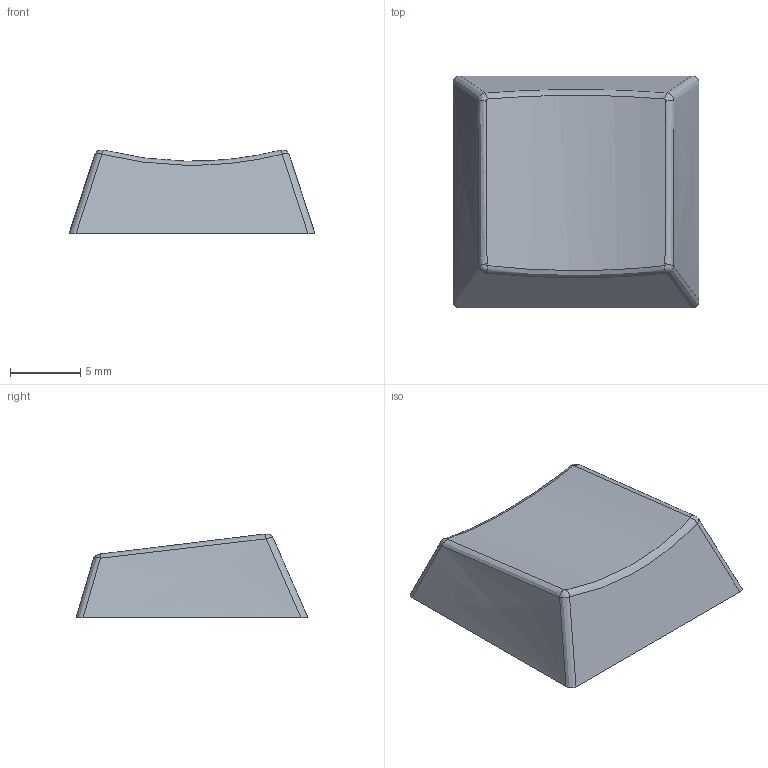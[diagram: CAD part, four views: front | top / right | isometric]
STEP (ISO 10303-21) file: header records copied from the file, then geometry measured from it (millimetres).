
FILE_DESCRIPTION(('Open CASCADE Model'),'2;1');
FILE_NAME('Open CASCADE Shape Model','2023-02-14T00:35:38',('Author'),( 'Open CASCADE'),'Open CASCADE STEP processor 7.5','Open CASCADE 7.5' ,'Unknown');
FILE_SCHEMA(('AUTOMOTIVE_DESIGN { 1 0 10303 214 1 1 1 1 }'));
Length unit declared in the file: millimetre
Products named in the file (1): Open CASCADE STEP translator 7.5 1
Bounding box: 17.5 x 16.5 x 5.97 mm (x, y, z)
Volume: 595.8 mm3; surface area: 1032.2 mm2
Topology: 1 solids, 1 shells, 46 faces, 117 edges, 74 vertices
Faces by surface type: bspline 24, plane 16, cylinder 6
Full cylindrical faces by diameter (mm): 5.54 x1
Entity records: 4615 total; most frequent: CARTESIAN_POINT 2533, DIRECTION 308, ORIENTED_EDGE 230, PCURVE 230, DEFINITIONAL_REPRESENTATION 230, LINE 196, VECTOR 196, EDGE_CURVE 115
